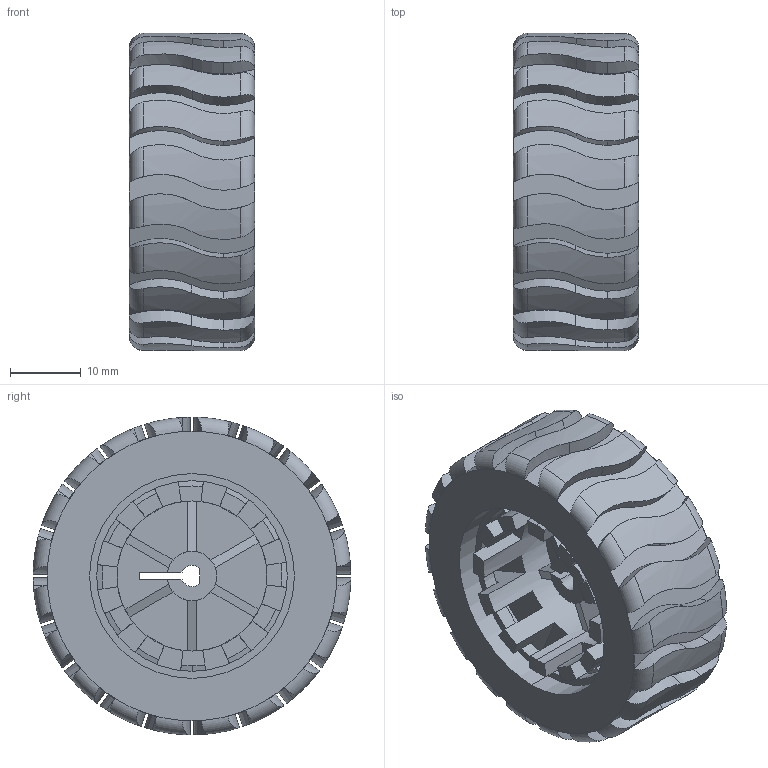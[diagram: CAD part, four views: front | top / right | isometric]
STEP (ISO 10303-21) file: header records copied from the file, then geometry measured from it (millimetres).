
FILE_DESCRIPTION (( 'STEP AP203' ), '1' );
FILE_NAME ('N20 Wheel D43 mm.STEP', '2021-12-15T01:28:14', ( '' ), ( '' ), 'SwSTEP 2.0', 'SolidWorks 2018', '' );
FILE_SCHEMA (( 'CONFIG_CONTROL_DESIGN' ));
Length unit declared in the file: millimetre
Products named in the file (1): N20 Wheel D43 mm
Bounding box: 17.75 x 45 x 45 mm (x, y, z)
Volume: 15729.3 mm3; surface area: 13041.1 mm2
Topology: 2 solids, 2 shells, 383 faces, 1086 edges, 711 vertices
Faces by surface type: cylinder 176, plane 142, torus 40, cone 25
Entity records: 14271 total; most frequent: CARTESIAN_POINT 4480, ORIENTED_EDGE 2172, DIRECTION 1943, EDGE_CURVE 1086, AXIS2_PLACEMENT_3D 765, VERTEX_POINT 711, VECTOR 413, LINE 413
